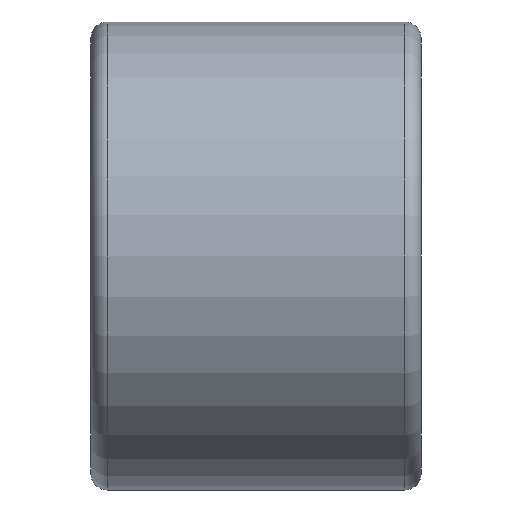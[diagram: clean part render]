
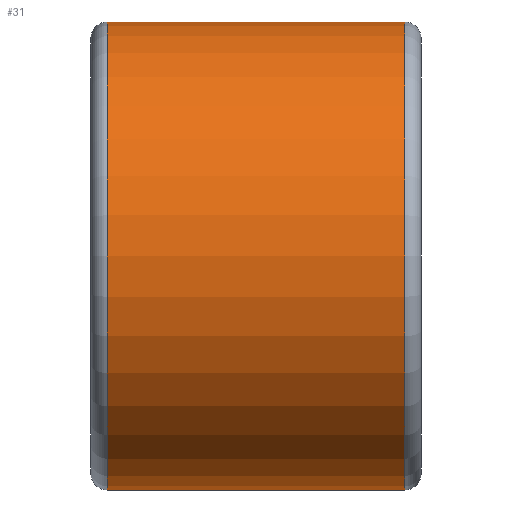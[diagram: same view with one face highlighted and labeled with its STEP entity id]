
A CAD part, front view. The second image highlights one B-rep face of the part: STEP entity #31.
In plain terms, the highlighted cylindrical face has radius 42.5 mm (diameter 85 mm), a partial arc.
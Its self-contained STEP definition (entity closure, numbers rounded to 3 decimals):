
#31 = ADVANCED_FACE ( 'NONE', ( #161 ), #4797, .T. ) ;
#79 = CARTESIAN_POINT ( 'NONE',  ( 3., 0., -42.5 ) ) ;
#161 = FACE_OUTER_BOUND ( 'NONE', #1606, .T. ) ;
#369 = ORIENTED_EDGE ( 'NONE', *, *, #2023, .F. ) ;
#436 = DIRECTION ( 'NONE',  ( 0., 0., 1. ) ) ;
#437 = EDGE_CURVE ( 'NONE', #4927, #1243, #1058, .T. ) ;
#690 = CIRCLE ( 'NONE', #2168, 42.5 ) ;
#807 = VECTOR ( 'NONE', #1455, 1000. ) ;
#820 = ORIENTED_EDGE ( 'NONE', *, *, #437, .T. ) ;
#1058 = CIRCLE ( 'NONE', #3015, 42.5 ) ;
#1243 = VERTEX_POINT ( 'NONE', #79 ) ;
#1373 = DIRECTION ( 'NONE',  ( -1., 0., 0. ) ) ;
#1437 = CARTESIAN_POINT ( 'NONE',  ( 0., 0., -42.5 ) ) ;
#1455 = DIRECTION ( 'NONE',  ( -1., 0., 0. ) ) ;
#1602 = CARTESIAN_POINT ( 'NONE',  ( 3., 0., 42.5 ) ) ;
#1606 = EDGE_LOOP ( 'NONE', ( #369, #4985, #3168, #820 ) ) ;
#2023 = EDGE_CURVE ( 'NONE', #3415, #1243, #4526, .T. ) ;
#2031 = DIRECTION ( 'NONE',  ( 0., 0., -1. ) ) ;
#2168 = AXIS2_PLACEMENT_3D ( 'NONE', #3586, #2795, #2343 ) ;
#2343 = DIRECTION ( 'NONE',  ( 0., 0., 1. ) ) ;
#2433 = VECTOR ( 'NONE', #1373, 1000. ) ;
#2476 = VERTEX_POINT ( 'NONE', #4408 ) ;
#2795 = DIRECTION ( 'NONE',  ( -1., 0., 0. ) ) ;
#2884 = EDGE_CURVE ( 'NONE', #3415, #2476, #690, .T. ) ;
#2945 = CARTESIAN_POINT ( 'NONE',  ( 57., 0., -42.5 ) ) ;
#2986 = LINE ( 'NONE', #3541, #807 ) ;
#3015 = AXIS2_PLACEMENT_3D ( 'NONE', #4562, #4951, #2031 ) ;
#3119 = AXIS2_PLACEMENT_3D ( 'NONE', #4478, #3986, #436 ) ;
#3168 = ORIENTED_EDGE ( 'NONE', *, *, #4362, .T. ) ;
#3415 = VERTEX_POINT ( 'NONE', #2945 ) ;
#3541 = CARTESIAN_POINT ( 'NONE',  ( 0., 0., 42.5 ) ) ;
#3586 = CARTESIAN_POINT ( 'NONE',  ( 57., 0., 0. ) ) ;
#3986 = DIRECTION ( 'NONE',  ( -1., 0., 0. ) ) ;
#4362 = EDGE_CURVE ( 'NONE', #2476, #4927, #2986, .T. ) ;
#4408 = CARTESIAN_POINT ( 'NONE',  ( 57., 0., 42.5 ) ) ;
#4478 = CARTESIAN_POINT ( 'NONE',  ( 0., 0., 0. ) ) ;
#4526 = LINE ( 'NONE', #1437, #2433 ) ;
#4562 = CARTESIAN_POINT ( 'NONE',  ( 3., 0., 0. ) ) ;
#4797 = CYLINDRICAL_SURFACE ( 'NONE', #3119, 42.5 ) ;
#4927 = VERTEX_POINT ( 'NONE', #1602 ) ;
#4951 = DIRECTION ( 'NONE',  ( 1., 0., 0. ) ) ;
#4985 = ORIENTED_EDGE ( 'NONE', *, *, #2884, .T. ) ;
